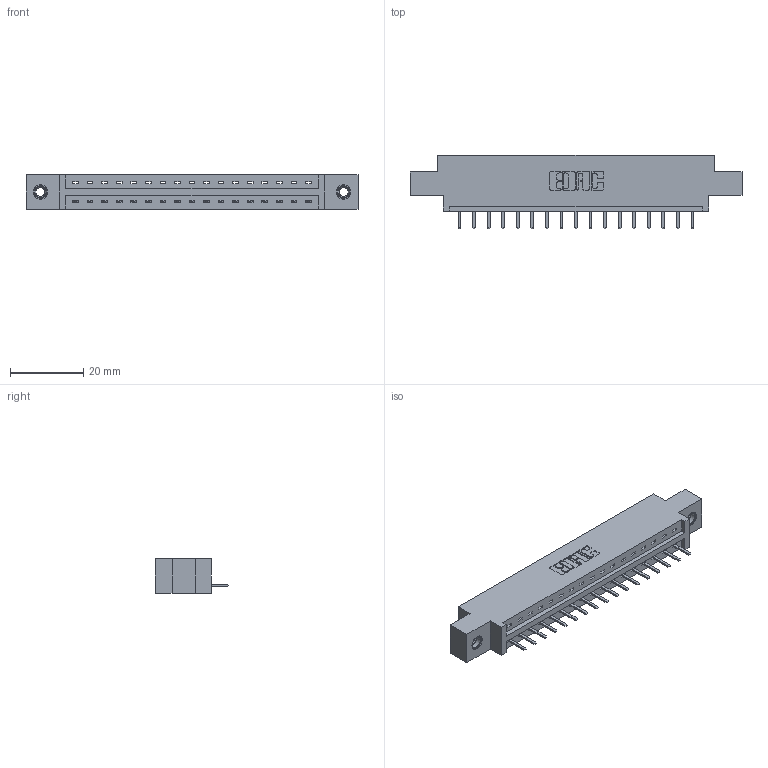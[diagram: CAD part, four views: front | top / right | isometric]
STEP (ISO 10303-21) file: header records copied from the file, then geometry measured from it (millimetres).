
FILE_DESCRIPTION (( 'STEP AP203' ), '1' );
FILE_NAME ('337-017-520-607.STEP', '2019-09-28T18:25:34', ( '' ), ( '' ), 'SwSTEP 2.0', 'SolidWorks 2016', '' );
FILE_SCHEMA (( 'CONFIG_CONTROL_DESIGN' ));
Length unit declared in the file: inch
Products named in the file (4): 337-017-520-607; 345-250-001_345-250-005-103; 345-292-001_345-293-120; 337 Part_0.170 Offset - 0.156 Dia-TI
Assembly tree (20 placements, depth 2):
  337-017-520-607
    337 Part_0.170 Offset - 0.156 Dia-TI
    345-292-001_345-293-120  x17
    345-250-001_345-250-005-103  x2
Bounding box: 90.37 x 20.02 x 9.4 mm (x, y, z)
Volume: 8900 mm3; surface area: 9019.5 mm2
Topology: 20 solids, 20 shells, 1300 faces, 3791 edges, 2474 vertices
Faces by surface type: plane 922, cylinder 362, cone 12, torus 4
Entity records: 17302 total; most frequent: CARTESIAN_POINT 3004, ORIENTED_EDGE 2938, DIRECTION 2601, EDGE_CURVE 1469, VECTOR 1317, LINE 1317, VERTEX_POINT 972, AXIS2_PLACEMENT_3D 642
